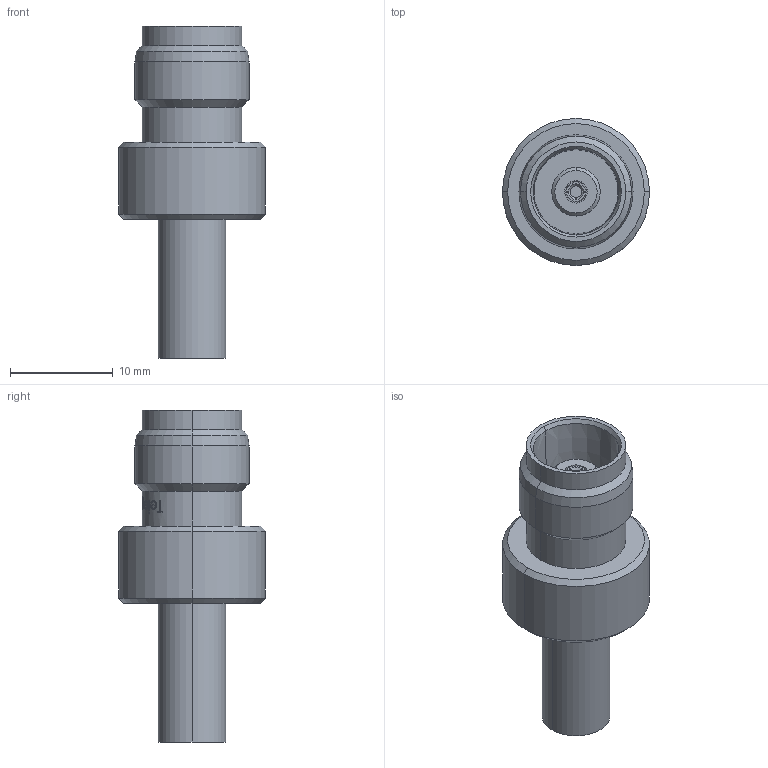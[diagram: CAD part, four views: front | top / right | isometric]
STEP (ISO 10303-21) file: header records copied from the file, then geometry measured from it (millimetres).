
FILE_DESCRIPTION (( 'STEP AP214' ), '1' );
FILE_NAME ('J01011A2287.STEP', '2018-09-05T08:16:13', ( '' ), ( '' ), 'SwSTEP 2.0', 'SolidWorks 2017', '' );
FILE_SCHEMA (( 'AUTOMOTIVE_DESIGN' ));
Length unit declared in the file: millimetre
Products named in the file (1): J01011A2287
Bounding box: 14.3 x 14.3 x 32.3 mm (x, y, z)
Volume: 2087.6 mm3; surface area: 1741.6 mm2
Topology: 1 solids, 1 shells, 233 faces, 581 edges, 380 vertices
Faces by surface type: bspline 83, plane 80, cylinder 46, cone 24
Entity records: 14908 total; most frequent: CARTESIAN_POINT 7478, ORIENTED_EDGE 1162, DIRECTION 732, EDGE_CURVE 581, VERTEX_POINT 380, AXIS2_PLACEMENT_3D 279, B_SPLINE_CURVE_WITH_KNOTS 271, EDGE_LOOP 263
